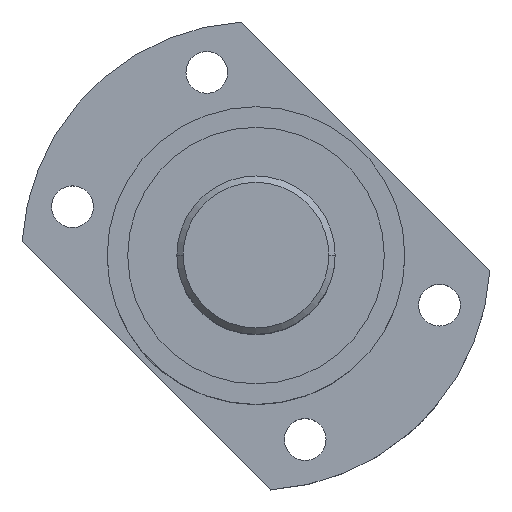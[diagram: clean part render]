
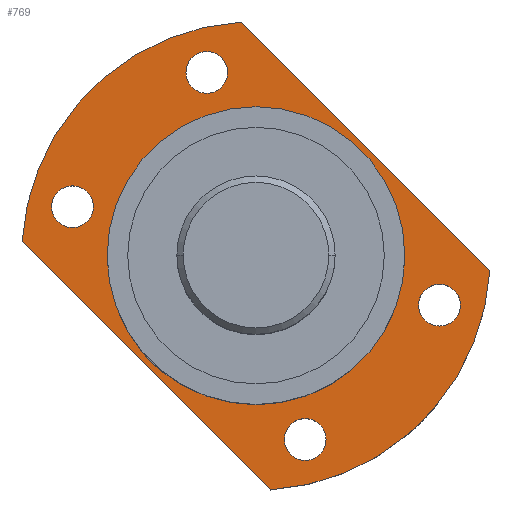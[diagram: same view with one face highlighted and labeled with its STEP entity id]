
A CAD part, top view. The second image highlights one B-rep face of the part: STEP entity #769.
In plain terms, the highlighted planar face has unit normal (0, 0, 1).
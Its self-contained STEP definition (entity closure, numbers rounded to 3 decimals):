
#239 = VERTEX_POINT ( 'NONE', #23851 ) ;
#769 = ADVANCED_FACE ( 'NONE', ( #12358, #17053, #23079, #20382, #4293, #27752 ), #4345, .F. ) ;
#879 = EDGE_LOOP ( 'NONE', ( #9372, #2452 ) ) ;
#919 = EDGE_CURVE ( 'NONE', #25906, #1178, #1962, .T. ) ;
#1090 = CARTESIAN_POINT ( 'NONE',  ( -4.465, 94.577, 156.375 ) ) ;
#1178 = VERTEX_POINT ( 'NONE', #24843 ) ;
#1322 = DIRECTION ( 'NONE',  ( 1., 0., 0. ) ) ;
#1955 = EDGE_CURVE ( 'NONE', #22144, #23927, #23056, .T. ) ;
#1962 = CIRCLE ( 'NONE', #22694, 3.3 ) ;
#2124 = DIRECTION ( 'NONE',  ( 0., 0., -1. ) ) ;
#2164 = EDGE_LOOP ( 'NONE', ( #11087, #9037 ) ) ;
#2280 = VERTEX_POINT ( 'NONE', #26852 ) ;
#2381 = DIRECTION ( 'NONE',  ( 0., 0., 1. ) ) ;
#2452 = ORIENTED_EDGE ( 'NONE', *, *, #7784, .F. ) ;
#2820 = AXIS2_PLACEMENT_3D ( 'NONE', #9773, #3382, #24659 ) ;
#2822 = CARTESIAN_POINT ( 'NONE',  ( 2.281, 28.67, 156.375 ) ) ;
#2961 = VERTEX_POINT ( 'NONE', #11451 ) ;
#3076 = CARTESIAN_POINT ( 'NONE',  ( -11.065, 94.577, 156.375 ) ) ;
#3231 = LINE ( 'NONE', #12146, #19679 ) ;
#3318 = AXIS2_PLACEMENT_3D ( 'NONE', #11704, #3641, #5909 ) ;
#3382 = DIRECTION ( 'NONE',  ( 0., 0., 1. ) ) ;
#3641 = DIRECTION ( 'NONE',  ( 0., 0., 1. ) ) ;
#3864 = DIRECTION ( 'NONE',  ( 1., 0., 0. ) ) ;
#4099 = ORIENTED_EDGE ( 'NONE', *, *, #16815, .F. ) ;
#4147 = DIRECTION ( 'NONE',  ( 0., 0., 1. ) ) ;
#4293 = FACE_BOUND ( 'NONE', #15804, .T. ) ;
#4345 = PLANE ( 'NONE',  #16435 ) ;
#4663 = CARTESIAN_POINT ( 'NONE',  ( 7.765, 36.622, 156.375 ) ) ;
#5566 = ORIENTED_EDGE ( 'NONE', *, *, #18289, .F. ) ;
#5677 = DIRECTION ( 'NONE',  ( 0., 0., -1. ) ) ;
#5909 = DIRECTION ( 'NONE',  ( 1., 0., 0. ) ) ;
#5916 = CARTESIAN_POINT ( 'NONE',  ( 4.465, 36.622, 156.375 ) ) ;
#6124 = EDGE_CURVE ( 'NONE', #14841, #13020, #12608, .T. ) ;
#6457 = ORIENTED_EDGE ( 'NONE', *, *, #7438, .F. ) ;
#6686 = DIRECTION ( 'NONE',  ( 0., 0., 1. ) ) ;
#6774 = CARTESIAN_POINT ( 'NONE',  ( -28.978, 73.364, 156.375 ) ) ;
#6796 = CARTESIAN_POINT ( 'NONE',  ( -2.281, 102.529, 156.375 ) ) ;
#7438 = EDGE_CURVE ( 'NONE', #26509, #26429, #15994, .T. ) ;
#7613 = EDGE_CURVE ( 'NONE', #26429, #26509, #26813, .T. ) ;
#7784 = EDGE_CURVE ( 'NONE', #22806, #2961, #11072, .T. ) ;
#8134 = ORIENTED_EDGE ( 'NONE', *, *, #1955, .F. ) ;
#8772 = CARTESIAN_POINT ( 'NONE',  ( -7.765, 94.577, 156.375 ) ) ;
#9010 = AXIS2_PLACEMENT_3D ( 'NONE', #4663, #19401, #19663 ) ;
#9037 = ORIENTED_EDGE ( 'NONE', *, *, #919, .F. ) ;
#9372 = ORIENTED_EDGE ( 'NONE', *, *, #13909, .F. ) ;
#9395 = CARTESIAN_POINT ( 'NONE',  ( 36.93, 63.318, 156.375 ) ) ;
#9773 = CARTESIAN_POINT ( 'NONE',  ( 28.978, 57.835, 156.375 ) ) ;
#9880 = AXIS2_PLACEMENT_3D ( 'NONE', #10528, #4147, #25752 ) ;
#10055 = DIRECTION ( 'NONE',  ( 0., 0., 1. ) ) ;
#10090 = ORIENTED_EDGE ( 'NONE', *, *, #11320, .F. ) ;
#10240 = CARTESIAN_POINT ( 'NONE',  ( -36.93, 67.881, 156.375 ) ) ;
#10528 = CARTESIAN_POINT ( 'NONE',  ( 7.765, 36.622, 156.375 ) ) ;
#10550 = DIRECTION ( 'NONE',  ( -1., 0., 0. ) ) ;
#10604 = VERTEX_POINT ( 'NONE', #10240 ) ;
#10830 = DIRECTION ( 'NONE',  ( -0.707, 0.707, 0. ) ) ;
#11072 = CIRCLE ( 'NONE', #9880, 3.3 ) ;
#11087 = ORIENTED_EDGE ( 'NONE', *, *, #18278, .F. ) ;
#11320 = EDGE_CURVE ( 'NONE', #10604, #239, #15714, .T. ) ;
#11451 = CARTESIAN_POINT ( 'NONE',  ( 11.065, 36.622, 156.375 ) ) ;
#11704 = CARTESIAN_POINT ( 'NONE',  ( 0., 65.599, 156.375 ) ) ;
#11986 = EDGE_LOOP ( 'NONE', ( #10090, #4099, #8134, #22858 ) ) ;
#12112 = DIRECTION ( 'NONE',  ( 0., 0., 1. ) ) ;
#12146 = CARTESIAN_POINT ( 'NONE',  ( 2.281, 28.67, 156.375 ) ) ;
#12167 = EDGE_CURVE ( 'NONE', #2280, #16862, #17397, .T. ) ;
#12358 = FACE_OUTER_BOUND ( 'NONE', #11986, .T. ) ;
#12608 = CIRCLE ( 'NONE', #15222, 3.3 ) ;
#12681 = EDGE_CURVE ( 'NONE', #13020, #14841, #21090, .T. ) ;
#12704 = DIRECTION ( 'NONE',  ( -1., 0., 0. ) ) ;
#13020 = VERTEX_POINT ( 'NONE', #1090 ) ;
#13055 = DIRECTION ( 'NONE',  ( 0.707, -0.707, 0. ) ) ;
#13265 = AXIS2_PLACEMENT_3D ( 'NONE', #16720, #12112, #27276 ) ;
#13277 = CIRCLE ( 'NONE', #3318, 23.5 ) ;
#13909 = EDGE_CURVE ( 'NONE', #2961, #22806, #15686, .T. ) ;
#13917 = EDGE_LOOP ( 'NONE', ( #27492, #5566 ) ) ;
#14159 = CARTESIAN_POINT ( 'NONE',  ( -7.765, 94.577, 156.375 ) ) ;
#14531 = DIRECTION ( 'NONE',  ( 0., 0., 1. ) ) ;
#14841 = VERTEX_POINT ( 'NONE', #3076 ) ;
#14919 = EDGE_LOOP ( 'NONE', ( #17958, #6457 ) ) ;
#14923 = DIRECTION ( 'NONE',  ( 0., 0., -1. ) ) ;
#15222 = AXIS2_PLACEMENT_3D ( 'NONE', #8772, #2381, #19715 ) ;
#15468 = DIRECTION ( 'NONE',  ( 1., 0., 0. ) ) ;
#15613 = CIRCLE ( 'NONE', #16271, 3.3 ) ;
#15686 = CIRCLE ( 'NONE', #9010, 3.3 ) ;
#15714 = CIRCLE ( 'NONE', #17782, 37. ) ;
#15804 = EDGE_LOOP ( 'NONE', ( #21325, #17459 ) ) ;
#15994 = CIRCLE ( 'NONE', #2820, 3.3 ) ;
#16271 = AXIS2_PLACEMENT_3D ( 'NONE', #20513, #24821, #26970 ) ;
#16435 = AXIS2_PLACEMENT_3D ( 'NONE', #19432, #14923, #10550 ) ;
#16720 = CARTESIAN_POINT ( 'NONE',  ( 28.978, 57.835, 156.375 ) ) ;
#16815 = EDGE_CURVE ( 'NONE', #23927, #10604, #3231, .T. ) ;
#16862 = VERTEX_POINT ( 'NONE', #20464 ) ;
#17053 = FACE_BOUND ( 'NONE', #879, .T. ) ;
#17397 = CIRCLE ( 'NONE', #23892, 23.5 ) ;
#17459 = ORIENTED_EDGE ( 'NONE', *, *, #6124, .F. ) ;
#17549 = LINE ( 'NONE', #6796, #19249 ) ;
#17782 = AXIS2_PLACEMENT_3D ( 'NONE', #23394, #2124, #12704 ) ;
#17958 = ORIENTED_EDGE ( 'NONE', *, *, #7613, .F. ) ;
#18278 = EDGE_CURVE ( 'NONE', #1178, #25906, #15613, .T. ) ;
#18289 = EDGE_CURVE ( 'NONE', #16862, #2280, #13277, .T. ) ;
#18673 = CARTESIAN_POINT ( 'NONE',  ( 25.678, 57.835, 156.375 ) ) ;
#18699 = CARTESIAN_POINT ( 'NONE',  ( 0., 65.599, 156.375 ) ) ;
#19249 = VECTOR ( 'NONE', #13055, 1000. ) ;
#19401 = DIRECTION ( 'NONE',  ( 0., 0., 1. ) ) ;
#19432 = CARTESIAN_POINT ( 'NONE',  ( 0., 65.599, 156.375 ) ) ;
#19663 = DIRECTION ( 'NONE',  ( 1., 0., 0. ) ) ;
#19679 = VECTOR ( 'NONE', #10830, 1000. ) ;
#19715 = DIRECTION ( 'NONE',  ( 1., 0., 0. ) ) ;
#20382 = FACE_BOUND ( 'NONE', #2164, .T. ) ;
#20443 = CARTESIAN_POINT ( 'NONE',  ( 32.278, 57.835, 156.375 ) ) ;
#20464 = CARTESIAN_POINT ( 'NONE',  ( -23.5, 65.599, 156.375 ) ) ;
#20513 = CARTESIAN_POINT ( 'NONE',  ( -28.978, 73.364, 156.375 ) ) ;
#21090 = CIRCLE ( 'NONE', #21904, 3.3 ) ;
#21325 = ORIENTED_EDGE ( 'NONE', *, *, #12681, .F. ) ;
#21904 = AXIS2_PLACEMENT_3D ( 'NONE', #14159, #10055, #1322 ) ;
#22144 = VERTEX_POINT ( 'NONE', #9395 ) ;
#22694 = AXIS2_PLACEMENT_3D ( 'NONE', #6774, #6686, #15468 ) ;
#22715 = DIRECTION ( 'NONE',  ( -1., 0., 0. ) ) ;
#22806 = VERTEX_POINT ( 'NONE', #5916 ) ;
#22814 = CARTESIAN_POINT ( 'NONE',  ( -32.278, 73.364, 156.375 ) ) ;
#22858 = ORIENTED_EDGE ( 'NONE', *, *, #23763, .F. ) ;
#23056 = CIRCLE ( 'NONE', #23303, 37. ) ;
#23079 = FACE_BOUND ( 'NONE', #14919, .T. ) ;
#23303 = AXIS2_PLACEMENT_3D ( 'NONE', #18699, #5677, #22715 ) ;
#23394 = CARTESIAN_POINT ( 'NONE',  ( 0., 65.599, 156.375 ) ) ;
#23763 = EDGE_CURVE ( 'NONE', #239, #22144, #17549, .T. ) ;
#23851 = CARTESIAN_POINT ( 'NONE',  ( -2.281, 102.529, 156.375 ) ) ;
#23892 = AXIS2_PLACEMENT_3D ( 'NONE', #25215, #14531, #3864 ) ;
#23927 = VERTEX_POINT ( 'NONE', #2822 ) ;
#24659 = DIRECTION ( 'NONE',  ( 1., 0., 0. ) ) ;
#24821 = DIRECTION ( 'NONE',  ( 0., 0., 1. ) ) ;
#24843 = CARTESIAN_POINT ( 'NONE',  ( -25.678, 73.364, 156.375 ) ) ;
#25215 = CARTESIAN_POINT ( 'NONE',  ( 0., 65.599, 156.375 ) ) ;
#25752 = DIRECTION ( 'NONE',  ( 1., 0., 0. ) ) ;
#25906 = VERTEX_POINT ( 'NONE', #22814 ) ;
#26429 = VERTEX_POINT ( 'NONE', #20443 ) ;
#26509 = VERTEX_POINT ( 'NONE', #18673 ) ;
#26813 = CIRCLE ( 'NONE', #13265, 3.3 ) ;
#26852 = CARTESIAN_POINT ( 'NONE',  ( 23.5, 65.599, 156.375 ) ) ;
#26970 = DIRECTION ( 'NONE',  ( 1., 0., 0. ) ) ;
#27276 = DIRECTION ( 'NONE',  ( 1., 0., 0. ) ) ;
#27492 = ORIENTED_EDGE ( 'NONE', *, *, #12167, .F. ) ;
#27752 = FACE_BOUND ( 'NONE', #13917, .T. ) ;
